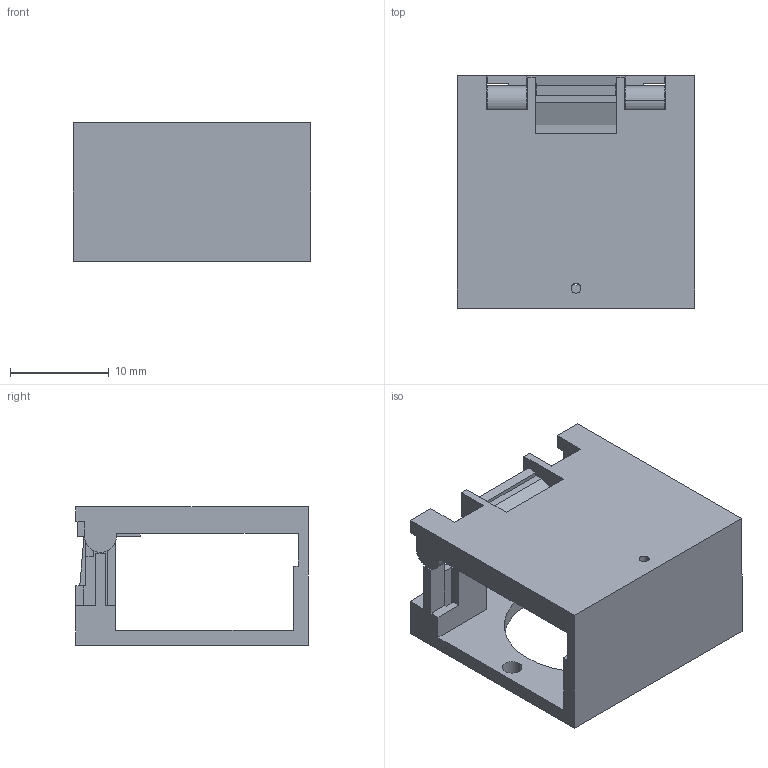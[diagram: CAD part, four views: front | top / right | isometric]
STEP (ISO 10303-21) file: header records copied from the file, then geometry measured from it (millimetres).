
FILE_DESCRIPTION (( 'STEP AP214' ), '1' );
FILE_NAME ('117_AL-KH6.STEP', '2021-03-26T06:45:07', ( 'IDEC' ), ( 'IDEC' ), 'SwSTEP 2.0', 'SolidWorks 2019', '' );
FILE_SCHEMA (( 'AUTOMOTIVE_DESIGN' ));
Length unit declared in the file: millimetre
Products named in the file (1): 117_AL-KH6
Bounding box: 24 x 23.5 x 14 mm (x, y, z)
Volume: 2106.1 mm3; surface area: 3581.9 mm2
Topology: 1 solids, 1 shells, 103 faces, 307 edges, 204 vertices
Faces by surface type: plane 83, cylinder 20
Entity records: 4004 total; most frequent: CARTESIAN_POINT 615, ORIENTED_EDGE 614, DIRECTION 555, EDGE_CURVE 307, LINE 267, VECTOR 267, VERTEX_POINT 204, AXIS2_PLACEMENT_3D 144
